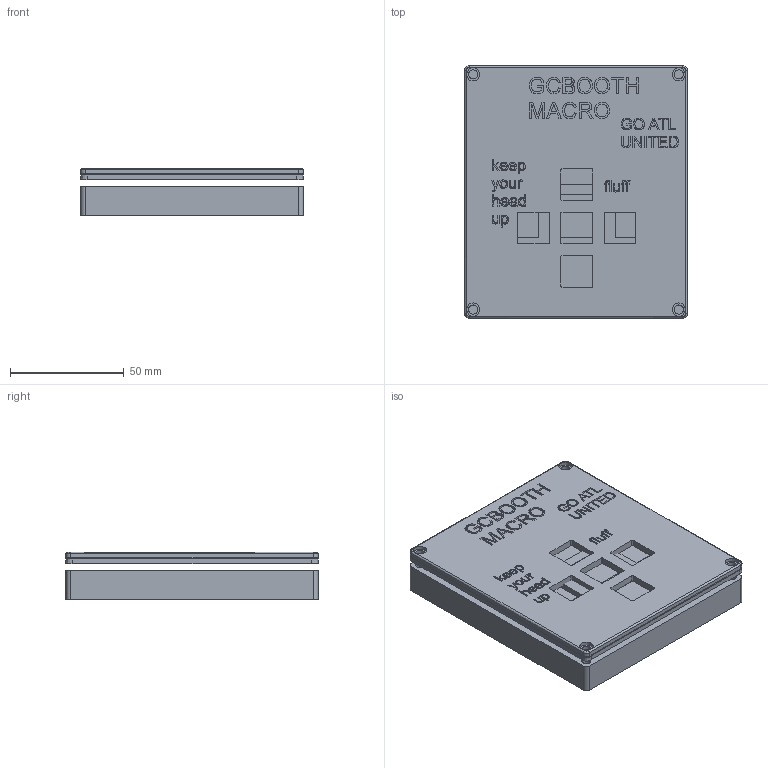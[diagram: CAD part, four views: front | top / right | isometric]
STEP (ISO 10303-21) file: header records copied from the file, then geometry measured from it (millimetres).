
FILE_DESCRIPTION(/* description */ (''),/* implementation_level */ '2;1');
FILE_NAME(/* name */ 'TOP AND BOTTOM.step',/* time_stamp */ '2025-12-13T12:40:21-05:00',/* author */ (''),/* organization */ (''),/* preprocessor_version */ 'ST-DEVELOPER v20.1',/* originating_system */ 'Autodesk Translation Framework v14.21.0.0',/* authorisation */ '');
FILE_SCHEMA (('AUTOMOTIVE_DESIGN { 1 0 10303 214 3 1 1 }'));
Products named in the file (2): TOP AND BOTTOM; MACRO CASE V2 TOP AND BOTTOm
Assembly tree (1 placements, depth 2):
  TOP AND BOTTOM
    MACRO CASE V2 TOP AND BOTTOm
Bounding box: 98 x 111 x 21 mm (x, y, z)
Volume: 111958.4 mm3; surface area: 74603 mm2
Topology: 3 solids, 3 shells, 1713 faces, 4711 edges, 3138 vertices
Faces by surface type: bspline 976, plane 689, cylinder 48
Full cylindrical faces by diameter (mm): 3.994 x1, 4 x11, 5.788 x1, 5.8 x7
Entity records: 64475 total; most frequent: CARTESIAN_POINT 27446, ORIENTED_EDGE 9422, EDGE_CURVE 4711, DIRECTION 4315, VERTEX_POINT 3138, LINE 2651, VECTOR 2651, B_SPLINE_CURVE_WITH_KNOTS 1968
